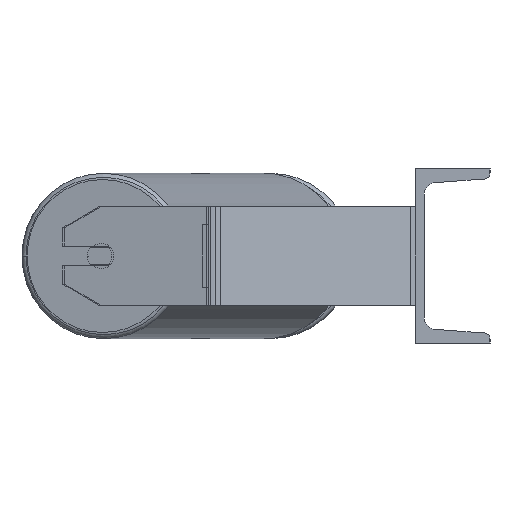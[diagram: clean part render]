
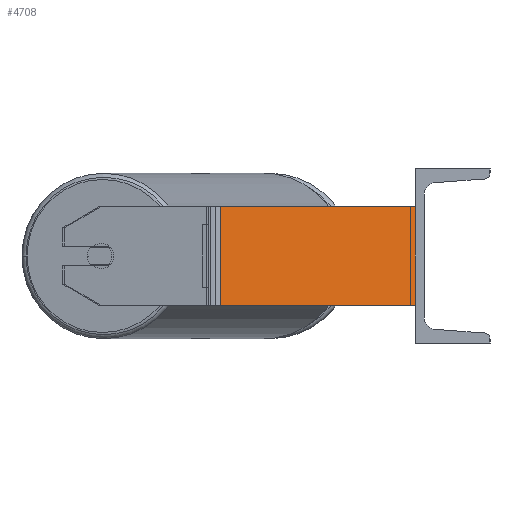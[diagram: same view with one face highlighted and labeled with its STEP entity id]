
A CAD part, left-side view. The second image highlights one B-rep face of the part: STEP entity #4708.
In plain terms, the highlighted planar face has unit normal (-0.866, -0.5, 0).
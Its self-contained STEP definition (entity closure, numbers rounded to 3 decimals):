
#216 = VECTOR ( 'NONE', #7585, 1000. ) ;
#467 = CARTESIAN_POINT ( 'NONE',  ( -1175.646, 157.004, 40. ) ) ;
#561 = CARTESIAN_POINT ( 'NONE',  ( -1085., 0., 40. ) ) ;
#1158 = LINE ( 'NONE', #5578, #3214 ) ;
#1228 = DIRECTION ( 'NONE',  ( 0.866, 0.5, 0. ) ) ;
#1331 = CARTESIAN_POINT ( 'NONE',  ( -1175.646, 157.004, -40. ) ) ;
#1670 = VERTEX_POINT ( 'NONE', #8885 ) ;
#1928 = LINE ( 'NONE', #561, #5282 ) ;
#2072 = DIRECTION ( 'NONE',  ( 0., 0., -1. ) ) ;
#2104 = DIRECTION ( 'NONE',  ( -0.5, 0.866, 0. ) ) ;
#2832 = EDGE_CURVE ( 'NONE', #1670, #7061, #5977, .T. ) ;
#3084 = ORIENTED_EDGE ( 'NONE', *, *, #6035, .T. ) ;
#3214 = VECTOR ( 'NONE', #4742, 1000. ) ;
#3569 = PLANE ( 'NONE',  #5434 ) ;
#3777 = ORIENTED_EDGE ( 'NONE', *, *, #4599, .T. ) ;
#4337 = ORIENTED_EDGE ( 'NONE', *, *, #2832, .F. ) ;
#4357 = EDGE_CURVE ( 'NONE', #7061, #6284, #1928, .T. ) ;
#4537 = VECTOR ( 'NONE', #7347, 1000. ) ;
#4599 = EDGE_CURVE ( 'NONE', #1670, #5527, #8824, .T. ) ;
#4708 = ADVANCED_FACE ( 'NONE', ( #7719 ), #3569, .F. ) ;
#4742 = DIRECTION ( 'NONE',  ( 0.5, -0.866, 0. ) ) ;
#5231 = ORIENTED_EDGE ( 'NONE', *, *, #4357, .F. ) ;
#5282 = VECTOR ( 'NONE', #2072, 1000. ) ;
#5434 = AXIS2_PLACEMENT_3D ( 'NONE', #6391, #1228, #2104 ) ;
#5439 = CARTESIAN_POINT ( 'NONE',  ( -1178.558, 162.048, 40. ) ) ;
#5527 = VERTEX_POINT ( 'NONE', #1331 ) ;
#5578 = CARTESIAN_POINT ( 'NONE',  ( -1178.558, 162.048, -40. ) ) ;
#5977 = LINE ( 'NONE', #5439, #216 ) ;
#6035 = EDGE_CURVE ( 'NONE', #5527, #6284, #1158, .T. ) ;
#6284 = VERTEX_POINT ( 'NONE', #6622 ) ;
#6391 = CARTESIAN_POINT ( 'NONE',  ( -1178.558, 162.048, 40. ) ) ;
#6622 = CARTESIAN_POINT ( 'NONE',  ( -1085., 0., -40. ) ) ;
#6668 = CARTESIAN_POINT ( 'NONE',  ( -1085., 0., 40. ) ) ;
#7061 = VERTEX_POINT ( 'NONE', #6668 ) ;
#7347 = DIRECTION ( 'NONE',  ( 0., 0., -1. ) ) ;
#7585 = DIRECTION ( 'NONE',  ( 0.5, -0.866, 0. ) ) ;
#7719 = FACE_OUTER_BOUND ( 'NONE', #7800, .T. ) ;
#7800 = EDGE_LOOP ( 'NONE', ( #3084, #5231, #4337, #3777 ) ) ;
#8824 = LINE ( 'NONE', #467, #4537 ) ;
#8885 = CARTESIAN_POINT ( 'NONE',  ( -1175.646, 157.004, 40. ) ) ;
